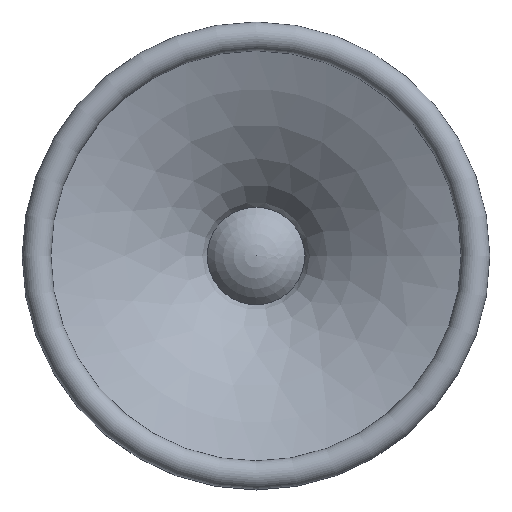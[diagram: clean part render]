
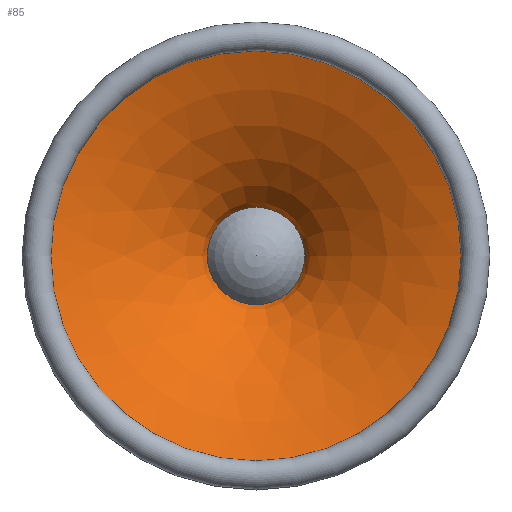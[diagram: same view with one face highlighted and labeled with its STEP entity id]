
A CAD part, top view. The second image highlights one B-rep face of the part: STEP entity #85.
In plain terms, the highlighted face is a revolution surface.
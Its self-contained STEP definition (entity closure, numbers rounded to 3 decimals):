
#65 = VERTEX_POINT('',#66);
#66 = CARTESIAN_POINT('',(71.5,0.,47.02));
#73 = EDGE_CURVE('',#65,#65,#74,.T.);
#74 = CIRCLE('',#75,71.5);
#75 = AXIS2_PLACEMENT_3D('',#76,#77,#78);
#76 = CARTESIAN_POINT('',(0.,0.,47.02));
#77 = DIRECTION('',(0.,0.,-1.));
#78 = DIRECTION('',(1.,0.,0.));
#85 = ADVANCED_FACE('',(#86),#106,.T.);
#86 = FACE_BOUND('',#87,.T.);
#87 = EDGE_LOOP('',(#88,#97,#104,#105));
#88 = ORIENTED_EDGE('',*,*,#89,.T.);
#89 = EDGE_CURVE('',#90,#90,#92,.T.);
#90 = VERTEX_POINT('',#91);
#91 = CARTESIAN_POINT('',(16.984,0.,
    10.562));
#92 = CIRCLE('',#93,16.984);
#93 = AXIS2_PLACEMENT_3D('',#94,#95,#96);
#94 = CARTESIAN_POINT('',(0.,0.,10.562));
#95 = DIRECTION('',(0.,0.,-1.));
#96 = DIRECTION('',(1.,0.,0.));
#97 = ORIENTED_EDGE('',*,*,#98,.T.);
#98 = EDGE_CURVE('',#90,#65,#99,.T.);
#99 = B_SPLINE_CURVE_WITH_KNOTS('',3,(#100,#101,#102,#103),
  .UNSPECIFIED.,.F.,.F.,(4,4),(0.,1.),.PIECEWISE_BEZIER_KNOTS.);
#100 = CARTESIAN_POINT('',(16.984,0.,
    10.562));
#101 = CARTESIAN_POINT('',(19.81,0.,18.055));
#102 = CARTESIAN_POINT('',(42.69,0.,37.188));
#103 = CARTESIAN_POINT('',(71.5,0.,47.02));
#104 = ORIENTED_EDGE('',*,*,#73,.F.);
#105 = ORIENTED_EDGE('',*,*,#98,.F.);
#106 = SURFACE_OF_REVOLUTION('',#107,#112);
#107 = B_SPLINE_CURVE_WITH_KNOTS('',3,(#108,#109,#110,#111),
  .UNSPECIFIED.,.F.,.F.,(4,4),(0.,1.),.PIECEWISE_BEZIER_KNOTS.);
#108 = CARTESIAN_POINT('',(16.984,0.,
    10.562));
#109 = CARTESIAN_POINT('',(19.81,0.,18.055));
#110 = CARTESIAN_POINT('',(42.69,0.,37.188));
#111 = CARTESIAN_POINT('',(71.5,0.,47.02));
#112 = AXIS1_PLACEMENT('',#113,#114);
#113 = CARTESIAN_POINT('',(0.,0.,0.));
#114 = DIRECTION('',(0.,0.,-1.));
